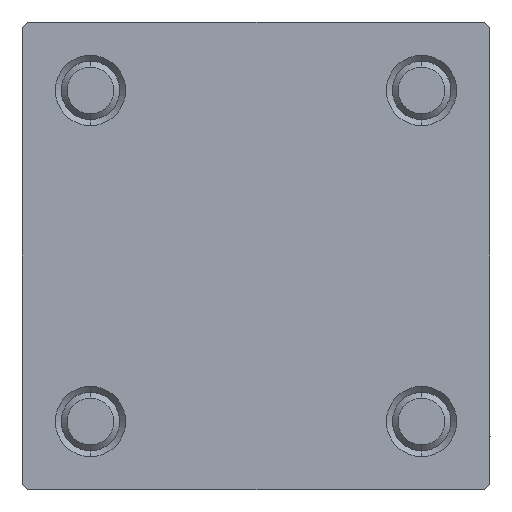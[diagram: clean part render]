
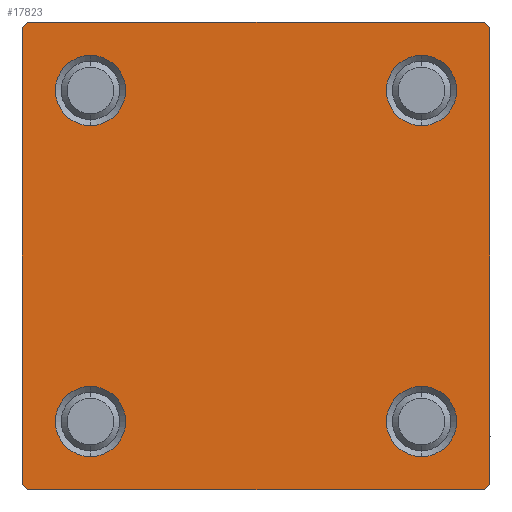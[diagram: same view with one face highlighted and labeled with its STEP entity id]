
A CAD part, left-side view. The second image highlights one B-rep face of the part: STEP entity #17823.
In plain terms, the highlighted planar face has unit normal (-1, 0, 0).
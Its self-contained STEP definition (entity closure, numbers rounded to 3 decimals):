
#178 = CARTESIAN_POINT ( 'NONE',  ( 0., -14.15, 14.15 ) ) ;
#331 = ORIENTED_EDGE ( 'NONE', *, *, #25919, .T. ) ;
#340 = ORIENTED_EDGE ( 'NONE', *, *, #46905, .F. ) ;
#359 = DIRECTION ( 'NONE',  ( 0., 0., 1. ) ) ;
#670 = DIRECTION ( 'NONE',  ( 0., 0., 1. ) ) ;
#999 = VERTEX_POINT ( 'NONE', #11482 ) ;
#1079 = LINE ( 'NONE', #31629, #43144 ) ;
#1610 = VERTEX_POINT ( 'NONE', #9796 ) ;
#1633 = ORIENTED_EDGE ( 'NONE', *, *, #16937, .T. ) ;
#1855 = AXIS2_PLACEMENT_3D ( 'NONE', #38361, #31027, #4257 ) ;
#3211 = DIRECTION ( 'NONE',  ( 0., 0., 1. ) ) ;
#3489 = ORIENTED_EDGE ( 'NONE', *, *, #22993, .T. ) ;
#3557 = DIRECTION ( 'NONE',  ( 0., 0., 1. ) ) ;
#4257 = DIRECTION ( 'NONE',  ( 0., 0., 1. ) ) ;
#4437 = CARTESIAN_POINT ( 'NONE',  ( 0., 14.15, -11.15 ) ) ;
#4924 = CIRCLE ( 'NONE', #44457, 3. ) ;
#5038 = VECTOR ( 'NONE', #11670, 1000. ) ;
#5100 = DIRECTION ( 'NONE',  ( 0., -0.707, -0.707 ) ) ;
#5350 = VERTEX_POINT ( 'NONE', #37914 ) ;
#5590 = EDGE_LOOP ( 'NONE', ( #24544, #44713 ) ) ;
#5623 = VERTEX_POINT ( 'NONE', #18543 ) ;
#5882 = CARTESIAN_POINT ( 'NONE',  ( 0., 14.15, 14.15 ) ) ;
#6519 = VECTOR ( 'NONE', #35738, 1000. ) ;
#6594 = DIRECTION ( 'NONE',  ( 1., 0., 0. ) ) ;
#6648 = VECTOR ( 'NONE', #31571, 1000. ) ;
#6813 = DIRECTION ( 'NONE',  ( 0., -1., 0. ) ) ;
#6816 = FACE_BOUND ( 'NONE', #28697, .T. ) ;
#7162 = DIRECTION ( 'NONE',  ( 1., 0., 0. ) ) ;
#7715 = EDGE_CURVE ( 'NONE', #999, #5623, #9812, .T. ) ;
#7746 = CARTESIAN_POINT ( 'NONE',  ( 0., -14.15, -14.15 ) ) ;
#8733 = VECTOR ( 'NONE', #27933, 1000. ) ;
#8843 = EDGE_CURVE ( 'NONE', #41767, #48380, #29227, .T. ) ;
#9119 = VECTOR ( 'NONE', #17431, 1000. ) ;
#9533 = EDGE_CURVE ( 'NONE', #37268, #42668, #28286, .T. ) ;
#9796 = CARTESIAN_POINT ( 'NONE',  ( 0., 19.5, 20. ) ) ;
#9812 = CIRCLE ( 'NONE', #38057, 3. ) ;
#10214 = VERTEX_POINT ( 'NONE', #25001 ) ;
#10389 = EDGE_CURVE ( 'NONE', #37268, #36267, #48737, .T. ) ;
#10468 = EDGE_CURVE ( 'NONE', #5350, #10832, #34911, .T. ) ;
#10527 = ORIENTED_EDGE ( 'NONE', *, *, #40403, .T. ) ;
#10832 = VERTEX_POINT ( 'NONE', #4437 ) ;
#11482 = CARTESIAN_POINT ( 'NONE',  ( 0., -14.15, 11.15 ) ) ;
#11556 = ORIENTED_EDGE ( 'NONE', *, *, #7715, .T. ) ;
#11670 = DIRECTION ( 'NONE',  ( 0., 0., -1. ) ) ;
#11763 = VERTEX_POINT ( 'NONE', #34855 ) ;
#12364 = AXIS2_PLACEMENT_3D ( 'NONE', #29916, #7162, #41534 ) ;
#12602 = ORIENTED_EDGE ( 'NONE', *, *, #23605, .T. ) ;
#12726 = VECTOR ( 'NONE', #6813, 1000. ) ;
#13872 = DIRECTION ( 'NONE',  ( 0., 0., 1. ) ) ;
#13979 = EDGE_LOOP ( 'NONE', ( #331, #11556 ) ) ;
#14717 = VERTEX_POINT ( 'NONE', #19789 ) ;
#16937 = EDGE_CURVE ( 'NONE', #48380, #41767, #25629, .T. ) ;
#17431 = DIRECTION ( 'NONE',  ( 0., 0., -1. ) ) ;
#17823 = ADVANCED_FACE ( 'NONE', ( #38122, #18935, #41431, #6816, #48743 ), #21979, .T. ) ;
#18543 = CARTESIAN_POINT ( 'NONE',  ( 0., -14.15, 17.15 ) ) ;
#18935 = FACE_BOUND ( 'NONE', #22813, .T. ) ;
#19176 = AXIS2_PLACEMENT_3D ( 'NONE', #5882, #29383, #41501 ) ;
#19289 = EDGE_CURVE ( 'NONE', #14717, #36267, #32207, .T. ) ;
#19549 = DIRECTION ( 'NONE',  ( 1., 0., 0. ) ) ;
#19752 = CARTESIAN_POINT ( 'NONE',  ( 0., 20., 20. ) ) ;
#19789 = CARTESIAN_POINT ( 'NONE',  ( 0., -19.5, -20. ) ) ;
#19864 = DIRECTION ( 'NONE',  ( 1., 0., 0. ) ) ;
#21138 = AXIS2_PLACEMENT_3D ( 'NONE', #48467, #29776, #13872 ) ;
#21333 = VERTEX_POINT ( 'NONE', #25960 ) ;
#21729 = LINE ( 'NONE', #40430, #30291 ) ;
#21902 = CARTESIAN_POINT ( 'NONE',  ( 0., -20., 19.5 ) ) ;
#21979 = PLANE ( 'NONE',  #49853 ) ;
#22813 = EDGE_LOOP ( 'NONE', ( #10527, #29663 ) ) ;
#22847 = EDGE_CURVE ( 'NONE', #10214, #11763, #43219, .T. ) ;
#22993 = EDGE_CURVE ( 'NONE', #1610, #10214, #35489, .T. ) ;
#23605 = EDGE_CURVE ( 'NONE', #40887, #14717, #33577, .T. ) ;
#24494 = CARTESIAN_POINT ( 'NONE',  ( 0., -19.75, 19.75 ) ) ;
#24544 = ORIENTED_EDGE ( 'NONE', *, *, #35453, .T. ) ;
#24792 = EDGE_CURVE ( 'NONE', #48297, #21333, #36156, .T. ) ;
#25001 = CARTESIAN_POINT ( 'NONE',  ( 0., 20., 19.5 ) ) ;
#25629 = CIRCLE ( 'NONE', #19176, 3. ) ;
#25718 = CIRCLE ( 'NONE', #32148, 3. ) ;
#25919 = EDGE_CURVE ( 'NONE', #5623, #999, #25718, .T. ) ;
#25960 = CARTESIAN_POINT ( 'NONE',  ( 0., -14.15, -11.15 ) ) ;
#26338 = EDGE_LOOP ( 'NONE', ( #28195, #40251, #12602, #34926, #29979, #44970, #340, #3489 ) ) ;
#27933 = DIRECTION ( 'NONE',  ( 0., -0.707, 0.707 ) ) ;
#28195 = ORIENTED_EDGE ( 'NONE', *, *, #22847, .T. ) ;
#28286 = LINE ( 'NONE', #24494, #6648 ) ;
#28697 = EDGE_LOOP ( 'NONE', ( #35034, #1633 ) ) ;
#29227 = CIRCLE ( 'NONE', #21138, 3. ) ;
#29234 = CARTESIAN_POINT ( 'NONE',  ( 0., 19.5, -20. ) ) ;
#29308 = DIRECTION ( 'NONE',  ( 0., 0., 1. ) ) ;
#29383 = DIRECTION ( 'NONE',  ( 1., 0., 0. ) ) ;
#29663 = ORIENTED_EDGE ( 'NONE', *, *, #24792, .T. ) ;
#29776 = DIRECTION ( 'NONE',  ( 1., 0., 0. ) ) ;
#29916 = CARTESIAN_POINT ( 'NONE',  ( 0., -14.15, -14.15 ) ) ;
#29979 = ORIENTED_EDGE ( 'NONE', *, *, #10389, .F. ) ;
#30167 = CARTESIAN_POINT ( 'NONE',  ( 0., -20., -19.5 ) ) ;
#30291 = VECTOR ( 'NONE', #44203, 1000. ) ;
#31027 = DIRECTION ( 'NONE',  ( 1., 0., 0. ) ) ;
#31571 = DIRECTION ( 'NONE',  ( 0., 0.707, 0.707 ) ) ;
#31629 = CARTESIAN_POINT ( 'NONE',  ( 0., 19.75, -19.75 ) ) ;
#31683 = CARTESIAN_POINT ( 'NONE',  ( 0., 14.15, 11.15 ) ) ;
#32148 = AXIS2_PLACEMENT_3D ( 'NONE', #178, #37805, #3211 ) ;
#32207 = LINE ( 'NONE', #36008, #8733 ) ;
#32979 = CARTESIAN_POINT ( 'NONE',  ( 0., -14.15, -17.15 ) ) ;
#33577 = LINE ( 'NONE', #41675, #12726 ) ;
#34358 = CARTESIAN_POINT ( 'NONE',  ( 0., 14.15, -14.15 ) ) ;
#34855 = CARTESIAN_POINT ( 'NONE',  ( 0., 20., -19.5 ) ) ;
#34911 = CIRCLE ( 'NONE', #1855, 3. ) ;
#34926 = ORIENTED_EDGE ( 'NONE', *, *, #19289, .T. ) ;
#35034 = ORIENTED_EDGE ( 'NONE', *, *, #8843, .T. ) ;
#35238 = CARTESIAN_POINT ( 'NONE',  ( 0., 19.75, 19.75 ) ) ;
#35453 = EDGE_CURVE ( 'NONE', #10832, #5350, #4924, .T. ) ;
#35489 = LINE ( 'NONE', #35238, #6519 ) ;
#35738 = DIRECTION ( 'NONE',  ( 0., 0.707, -0.707 ) ) ;
#36008 = CARTESIAN_POINT ( 'NONE',  ( 0., -19.75, -19.75 ) ) ;
#36156 = CIRCLE ( 'NONE', #49874, 3. ) ;
#36267 = VERTEX_POINT ( 'NONE', #30167 ) ;
#37268 = VERTEX_POINT ( 'NONE', #21902 ) ;
#37579 = CARTESIAN_POINT ( 'NONE',  ( 0., -19.5, 20. ) ) ;
#37805 = DIRECTION ( 'NONE',  ( 1., 0., 0. ) ) ;
#37914 = CARTESIAN_POINT ( 'NONE',  ( 0., 14.15, -17.15 ) ) ;
#38057 = AXIS2_PLACEMENT_3D ( 'NONE', #42768, #19549, #359 ) ;
#38122 = FACE_BOUND ( 'NONE', #13979, .T. ) ;
#38361 = CARTESIAN_POINT ( 'NONE',  ( 0., 14.15, -14.15 ) ) ;
#40251 = ORIENTED_EDGE ( 'NONE', *, *, #49692, .T. ) ;
#40403 = EDGE_CURVE ( 'NONE', #21333, #48297, #40598, .T. ) ;
#40430 = CARTESIAN_POINT ( 'NONE',  ( 0., 20., 20. ) ) ;
#40598 = CIRCLE ( 'NONE', #12364, 3. ) ;
#40887 = VERTEX_POINT ( 'NONE', #29234 ) ;
#41431 = FACE_BOUND ( 'NONE', #5590, .T. ) ;
#41501 = DIRECTION ( 'NONE',  ( 0., 0., 1. ) ) ;
#41534 = DIRECTION ( 'NONE',  ( 0., 0., 1. ) ) ;
#41675 = CARTESIAN_POINT ( 'NONE',  ( 0., 20., -20. ) ) ;
#41767 = VERTEX_POINT ( 'NONE', #44953 ) ;
#42668 = VERTEX_POINT ( 'NONE', #37579 ) ;
#42768 = CARTESIAN_POINT ( 'NONE',  ( 0., -14.15, 14.15 ) ) ;
#43144 = VECTOR ( 'NONE', #5100, 1000. ) ;
#43219 = LINE ( 'NONE', #19752, #5038 ) ;
#44203 = DIRECTION ( 'NONE',  ( 0., -1., 0. ) ) ;
#44457 = AXIS2_PLACEMENT_3D ( 'NONE', #34358, #6594, #3557 ) ;
#44713 = ORIENTED_EDGE ( 'NONE', *, *, #10468, .T. ) ;
#44953 = CARTESIAN_POINT ( 'NONE',  ( 0., 14.15, 17.15 ) ) ;
#44970 = ORIENTED_EDGE ( 'NONE', *, *, #9533, .T. ) ;
#45208 = CARTESIAN_POINT ( 'NONE',  ( 0., 0., 0. ) ) ;
#46905 = EDGE_CURVE ( 'NONE', #1610, #42668, #21729, .T. ) ;
#48297 = VERTEX_POINT ( 'NONE', #32979 ) ;
#48380 = VERTEX_POINT ( 'NONE', #31683 ) ;
#48467 = CARTESIAN_POINT ( 'NONE',  ( 0., 14.15, 14.15 ) ) ;
#48737 = LINE ( 'NONE', #49237, #9119 ) ;
#48743 = FACE_OUTER_BOUND ( 'NONE', #26338, .T. ) ;
#49237 = CARTESIAN_POINT ( 'NONE',  ( 0., -20., 20. ) ) ;
#49494 = DIRECTION ( 'NONE',  ( -1., 0., 0. ) ) ;
#49692 = EDGE_CURVE ( 'NONE', #11763, #40887, #1079, .T. ) ;
#49853 = AXIS2_PLACEMENT_3D ( 'NONE', #45208, #49494, #29308 ) ;
#49874 = AXIS2_PLACEMENT_3D ( 'NONE', #7746, #19864, #670 ) ;
